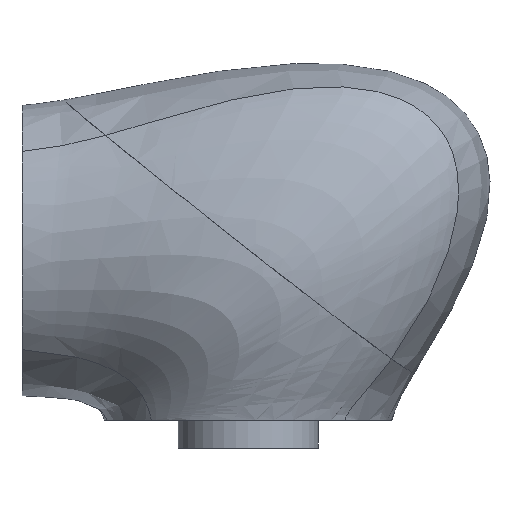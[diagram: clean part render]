
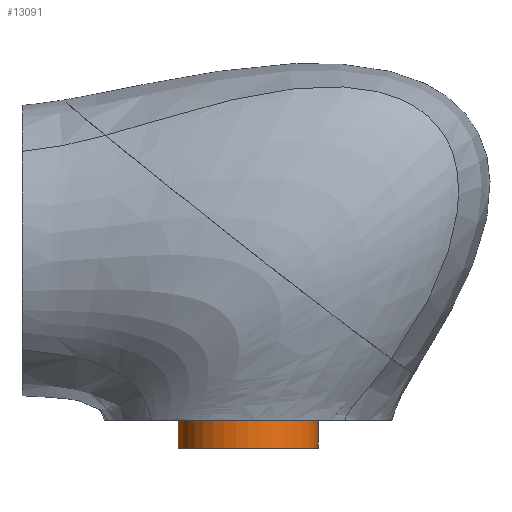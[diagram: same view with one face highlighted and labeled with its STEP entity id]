
A CAD part, left-side view. The second image highlights one B-rep face of the part: STEP entity #13091.
In plain terms, the highlighted cylindrical face has radius 25 mm (diameter 50 mm), a partial arc.
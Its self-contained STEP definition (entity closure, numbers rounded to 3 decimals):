
#200 = DIRECTION ( 'NONE',  ( 0., 1., 0. ) ) ;
#816 = CARTESIAN_POINT ( 'NONE',  ( 0., 0., 0. ) ) ;
#976 = DIRECTION ( 'NONE',  ( 0., 0., -1. ) ) ;
#1872 = ORIENTED_EDGE ( 'NONE', *, *, #11498, .F. ) ;
#3393 = EDGE_CURVE ( 'NONE', #16099, #17793, #10344, .T. ) ;
#5026 = DIRECTION ( 'NONE',  ( 0., -1., 0. ) ) ;
#5185 = CARTESIAN_POINT ( 'NONE',  ( 0., -25., 10.7 ) ) ;
#6936 = DIRECTION ( 'NONE',  ( 0., 0., -1. ) ) ;
#7158 = AXIS2_PLACEMENT_3D ( 'NONE', #15662, #12450, #200 ) ;
#7502 = CARTESIAN_POINT ( 'NONE',  ( 0., 25., 10. ) ) ;
#7761 = AXIS2_PLACEMENT_3D ( 'NONE', #19098, #16091, #15787 ) ;
#8746 = AXIS2_PLACEMENT_3D ( 'NONE', #816, #6936, #5026 ) ;
#9367 = EDGE_LOOP ( 'NONE', ( #1872, #19235, #13191, #17086 ) ) ;
#9775 = EDGE_CURVE ( 'NONE', #17793, #9907, #15333, .T. ) ;
#9907 = VERTEX_POINT ( 'NONE', #15234 ) ;
#10344 = CIRCLE ( 'NONE', #7761, 25. ) ;
#11498 = EDGE_CURVE ( 'NONE', #16099, #14392, #12818, .T. ) ;
#11943 = VECTOR ( 'NONE', #976, 1000. ) ;
#12450 = DIRECTION ( 'NONE',  ( 0., 0., -1. ) ) ;
#12818 = LINE ( 'NONE', #5185, #11943 ) ;
#13091 = ADVANCED_FACE ( 'NONE', ( #13853 ), #17162, .T. ) ;
#13191 = ORIENTED_EDGE ( 'NONE', *, *, #9775, .T. ) ;
#13326 = CARTESIAN_POINT ( 'NONE',  ( 0., -25., 10. ) ) ;
#13332 = EDGE_CURVE ( 'NONE', #14392, #9907, #17730, .T. ) ;
#13853 = FACE_OUTER_BOUND ( 'NONE', #9367, .T. ) ;
#13856 = VECTOR ( 'NONE', #16934, 1000. ) ;
#14392 = VERTEX_POINT ( 'NONE', #14863 ) ;
#14863 = CARTESIAN_POINT ( 'NONE',  ( 0., -25., 0. ) ) ;
#15234 = CARTESIAN_POINT ( 'NONE',  ( 0., 25., 0. ) ) ;
#15333 = LINE ( 'NONE', #18340, #13856 ) ;
#15662 = CARTESIAN_POINT ( 'NONE',  ( 0., 0., 10.7 ) ) ;
#15787 = DIRECTION ( 'NONE',  ( 0., -1., 0. ) ) ;
#16091 = DIRECTION ( 'NONE',  ( 0., 0., -1. ) ) ;
#16099 = VERTEX_POINT ( 'NONE', #13326 ) ;
#16934 = DIRECTION ( 'NONE',  ( 0., 0., -1. ) ) ;
#17086 = ORIENTED_EDGE ( 'NONE', *, *, #13332, .F. ) ;
#17162 = CYLINDRICAL_SURFACE ( 'NONE', #7158, 25. ) ;
#17730 = CIRCLE ( 'NONE', #8746, 25. ) ;
#17793 = VERTEX_POINT ( 'NONE', #7502 ) ;
#18340 = CARTESIAN_POINT ( 'NONE',  ( 0., 25., 10.7 ) ) ;
#19098 = CARTESIAN_POINT ( 'NONE',  ( 0., 0., 10. ) ) ;
#19235 = ORIENTED_EDGE ( 'NONE', *, *, #3393, .T. ) ;
